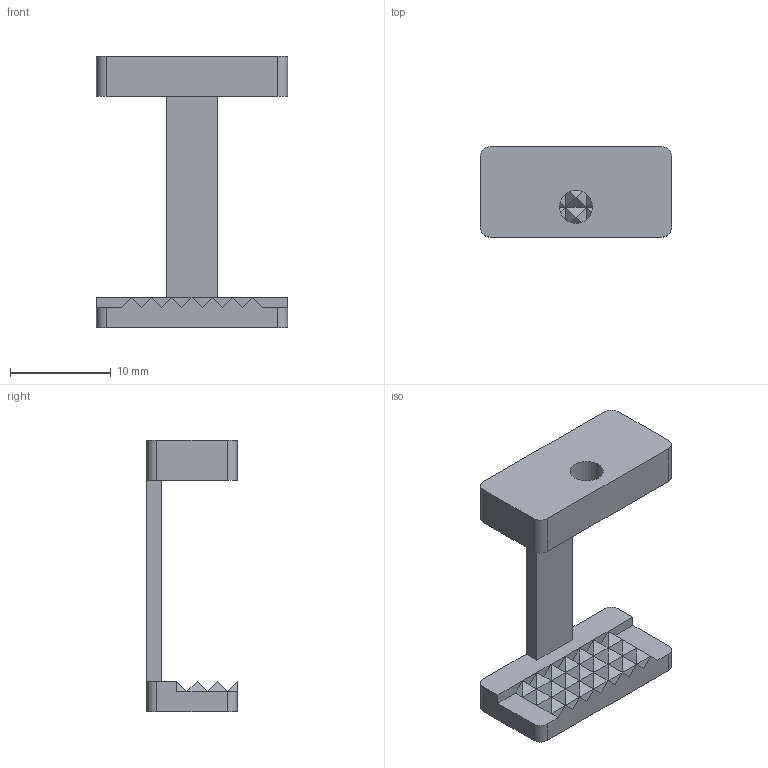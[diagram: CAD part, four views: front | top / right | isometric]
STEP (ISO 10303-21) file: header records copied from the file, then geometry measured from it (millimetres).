
FILE_DESCRIPTION(/* description */ (''),/* implementation_level */ '2;1');
FILE_NAME(/* name */ 'Clamp-base9x19mm-SampleH20mm-holdingScrewM4.stp',/* time_stamp */ '2022-09-13T12:34:21+02:00',/* author */ ('nvladi'),/* organization */ (''),/* preprocessor_version */ 'ST-DEVELOPER v18.1',/* originating_system */ 'Autodesk Inventor 2021',/* authorisation */ '');
FILE_SCHEMA (('AUTOMOTIVE_DESIGN { 1 0 10303 214 3 1 1 }'));
Length unit declared in the file: millimetre
Products named in the file (1): clamp-base9x19mm-SampleH20-screwM4(Miracca)
Bounding box: 19 x 9 x 27 mm (x, y, z)
Volume: 1221.2 mm3; surface area: 1353.6 mm2
Topology: 1 solids, 1 shells, 131 faces, 243 edges, 114 vertices
Faces by surface type: plane 122, cylinder 9
Full cylindrical faces by diameter (mm): 3.3 x1
Entity records: 3048 total; most frequent: DIRECTION 525, CARTESIAN_POINT 489, ORIENTED_EDGE 486, EDGE_CURVE 243, LINE 225, VECTOR 225, AXIS2_PLACEMENT_3D 150, EDGE_LOOP 133
